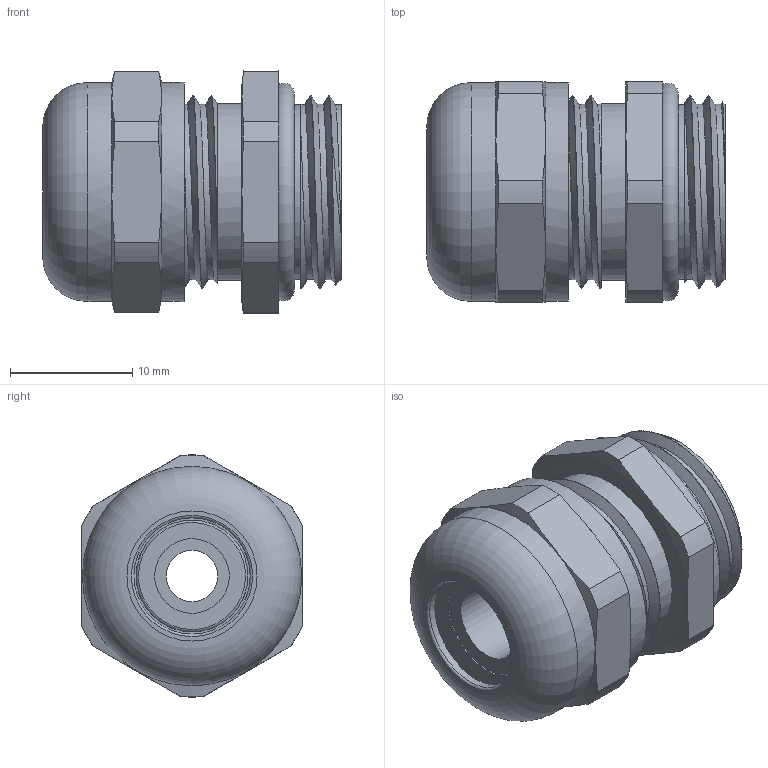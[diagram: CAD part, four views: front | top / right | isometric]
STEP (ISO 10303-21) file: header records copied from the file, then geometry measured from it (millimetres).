
FILE_DESCRIPTION(/* description */ ('Euro-Tight M 16x1,5, KB: 4-9 mm'),/* implementation_level */ '2;1');
FILE_NAME(/* name */ '63080516-RST.stp',/* time_stamp */ '2019-12-17T13:58:39+01:00',/* author */ ('sl'),/* organization */ (''),/* preprocessor_version */ 'ST-DEVELOPER v16.5',/* originating_system */ 'Autodesk Inventor 2017',/* authorisation */ '');
FILE_SCHEMA (('AUTOMOTIVE_DESIGN { 1 0 10303 214 3 1 1 }'));
Length unit declared in the file: millimetre
Products named in the file (6): 63080516; 63080516_1; 63080516_2; 63080516_3; 63080516_4; 63080516_5
Assembly tree (5 placements, depth 2):
  63080516
    63080516_1
    63080516_2
    63080516_3
    63080516_4
    63080516_5
Bounding box: 24.4 x 18 x 19.79 mm (x, y, z)
Volume: 3372.3 mm3; surface area: 6702.6 mm2
Topology: 5 solids, 6 shells, 217 faces, 590 edges, 389 vertices
Faces by surface type: plane 140, cylinder 58, bspline 7, cone 7, torus 5
Full cylindrical faces by diameter (mm): 4.2 x1, 6.1 x1, 9.13 x1, 9.15 x1, 9.51 x1, 10.8 x1, 11.05 x1, 12.75 x1, 13.12 x1, 14.23 x1, 14.47 x1, 14.67 x1, 14.95 x5, 16.6 x1, 17.91 x2
Entity records: 9042 total; most frequent: CARTESIAN_POINT 3440, DIRECTION 1273, ORIENTED_EDGE 1086, AXIS2_PLACEMENT_3D 556, EDGE_CURVE 543, VERTEX_POINT 372, EDGE_LOOP 253, FACE_OUTER_BOUND 213
